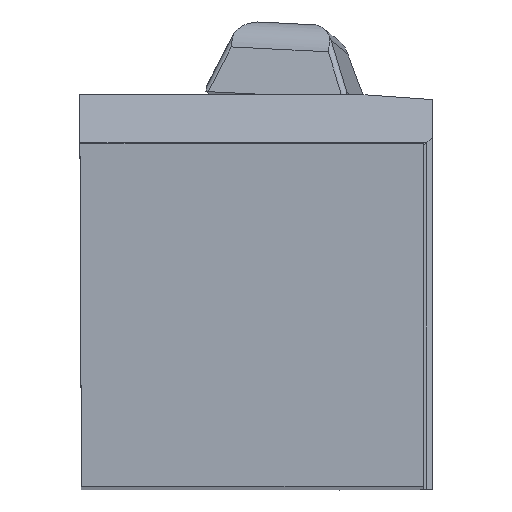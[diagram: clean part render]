
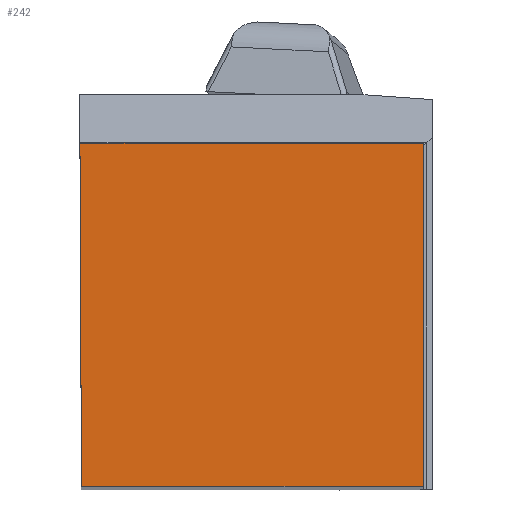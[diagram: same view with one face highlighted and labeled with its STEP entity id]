
A CAD part, top view. The second image highlights one B-rep face of the part: STEP entity #242.
In plain terms, the highlighted planar face has unit normal (0, 0, 1).
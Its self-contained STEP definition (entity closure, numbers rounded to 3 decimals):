
#168=FACE_OUTER_BOUND('',#666,.T.);
#242=ADVANCED_FACE('BLANK_BOXF006',(#168),#310,.F.);
#310=PLANE('',#1618);
#393=LINE('',#2368,#537);
#402=LINE('',#2387,#546);
#410=LINE('',#2401,#554);
#411=LINE('',#2403,#555);
#537=VECTOR('',#1844,1.);
#546=VECTOR('',#1855,1.);
#554=VECTOR('',#1867,1.);
#555=VECTOR('',#1868,1.);
#666=EDGE_LOOP('',(#843,#844,#845,#846));
#843=ORIENTED_EDGE('',*,*,#1357,.T.);
#844=ORIENTED_EDGE('',*,*,#1358,.T.);
#845=ORIENTED_EDGE('',*,*,#1340,.T.);
#846=ORIENTED_EDGE('',*,*,#1349,.T.);
#1187=VERTEX_POINT('',#2367);
#1188=VERTEX_POINT('',#2369);
#1196=VERTEX_POINT('',#2386);
#1201=VERTEX_POINT('',#2402);
#1340=EDGE_CURVE('',#1188,#1187,#393,.T.);
#1349=EDGE_CURVE('',#1187,#1196,#402,.T.);
#1357=EDGE_CURVE('',#1196,#1201,#410,.T.);
#1358=EDGE_CURVE('',#1201,#1188,#411,.T.);
#1618=AXIS2_PLACEMENT_3D('',#2404,#1869,#1870);
#1844=DIRECTION('',(0.004,-1.,0.));
#1855=DIRECTION('',(1.,0.,0.));
#1867=DIRECTION('',(0.,1.,0.));
#1868=DIRECTION('',(-1.,0.,0.));
#1869=DIRECTION('',(0.,0.,-1.));
#1870=DIRECTION('',(1.,0.,0.));
#2367=CARTESIAN_POINT('',(0.218,0.,0.));
#2368=CARTESIAN_POINT('',(-1.206,326.347,0.));
#2369=CARTESIAN_POINT('',(0.,49.85,0.));
#2386=CARTESIAN_POINT('',(49.85,0.,0.));
#2387=CARTESIAN_POINT('',(-326.35,0.,0.));
#2401=CARTESIAN_POINT('',(49.85,-326.35,0.));
#2402=CARTESIAN_POINT('',(49.85,49.85,0.));
#2403=CARTESIAN_POINT('',(326.35,49.85,0.));
#2404=CARTESIAN_POINT('',(68.35,-5.,0.));
